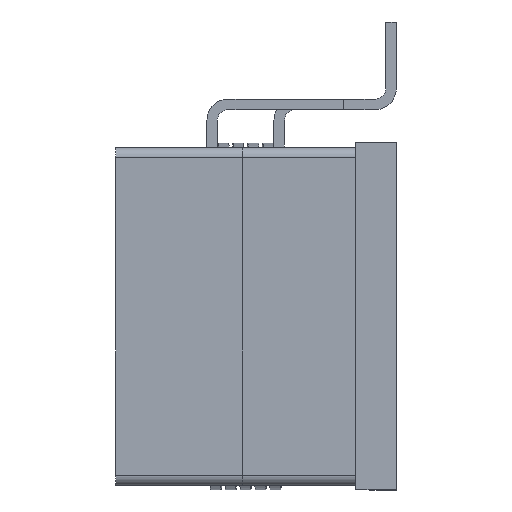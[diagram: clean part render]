
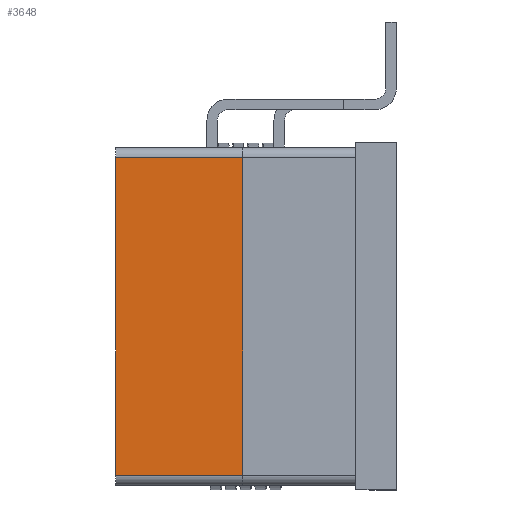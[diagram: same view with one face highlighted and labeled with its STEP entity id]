
A CAD part, left-side view. The second image highlights one B-rep face of the part: STEP entity #3648.
In plain terms, the highlighted planar face has unit normal (-1, 0, 0).
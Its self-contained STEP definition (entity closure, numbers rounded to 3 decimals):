
#136 = DIRECTION ( 'NONE',  ( 0., 0., 1. ) ) ;
#258 = VECTOR ( 'NONE', #2428, 1000. ) ;
#282 = VERTEX_POINT ( 'NONE', #3431 ) ;
#351 = VECTOR ( 'NONE', #136, 1000. ) ;
#380 = CARTESIAN_POINT ( 'NONE',  ( -13.45, 8.75, -9.05 ) ) ;
#396 = EDGE_CURVE ( 'NONE', #2602, #5583, #5249, .T. ) ;
#750 = EDGE_CURVE ( 'NONE', #282, #3191, #3372, .T. ) ;
#1222 = ORIENTED_EDGE ( 'NONE', *, *, #750, .F. ) ;
#1264 = CARTESIAN_POINT ( 'NONE',  ( -13.45, 65.107, 9.05 ) ) ;
#1343 = PLANE ( 'NONE',  #2247 ) ;
#1466 = CARTESIAN_POINT ( 'NONE',  ( -13.45, 65.107, -9.05 ) ) ;
#1525 = LINE ( 'NONE', #1264, #2897 ) ;
#2247 = AXIS2_PLACEMENT_3D ( 'NONE', #6082, #3006, #4016 ) ;
#2428 = DIRECTION ( 'NONE',  ( 0., -1., 0. ) ) ;
#2592 = EDGE_CURVE ( 'NONE', #3191, #2602, #1525, .T. ) ;
#2602 = VERTEX_POINT ( 'NONE', #3955 ) ;
#2829 = DIRECTION ( 'NONE',  ( 0., -1., 0. ) ) ;
#2897 = VECTOR ( 'NONE', #2829, 1000. ) ;
#3006 = DIRECTION ( 'NONE',  ( 1., 0., 0. ) ) ;
#3020 = ORIENTED_EDGE ( 'NONE', *, *, #2592, .F. ) ;
#3065 = CARTESIAN_POINT ( 'NONE',  ( -13.45, 8.75, -9.05 ) ) ;
#3190 = LINE ( 'NONE', #1466, #258 ) ;
#3191 = VERTEX_POINT ( 'NONE', #3204 ) ;
#3204 = CARTESIAN_POINT ( 'NONE',  ( -13.45, 16., 9.05 ) ) ;
#3372 = LINE ( 'NONE', #5289, #351 ) ;
#3431 = CARTESIAN_POINT ( 'NONE',  ( -13.45, 16., -9.05 ) ) ;
#3648 = ADVANCED_FACE ( 'NONE', ( #4198 ), #1343, .F. ) ;
#3955 = CARTESIAN_POINT ( 'NONE',  ( -13.45, 8.75, 9.05 ) ) ;
#4016 = DIRECTION ( 'NONE',  ( 0., 0., -1. ) ) ;
#4198 = FACE_OUTER_BOUND ( 'NONE', #6313, .T. ) ;
#4996 = VECTOR ( 'NONE', #6656, 1000. ) ;
#5098 = EDGE_CURVE ( 'NONE', #282, #5583, #3190, .T. ) ;
#5173 = ORIENTED_EDGE ( 'NONE', *, *, #5098, .T. ) ;
#5249 = LINE ( 'NONE', #3065, #4996 ) ;
#5289 = CARTESIAN_POINT ( 'NONE',  ( -13.45, 16., -9.05 ) ) ;
#5583 = VERTEX_POINT ( 'NONE', #380 ) ;
#5698 = ORIENTED_EDGE ( 'NONE', *, *, #396, .F. ) ;
#6082 = CARTESIAN_POINT ( 'NONE',  ( -13.45, 65.107, -9.05 ) ) ;
#6313 = EDGE_LOOP ( 'NONE', ( #5698, #3020, #1222, #5173 ) ) ;
#6656 = DIRECTION ( 'NONE',  ( 0., 0., -1. ) ) ;
